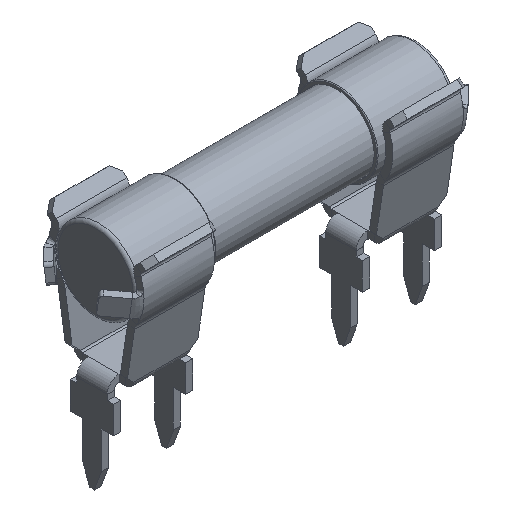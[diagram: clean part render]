
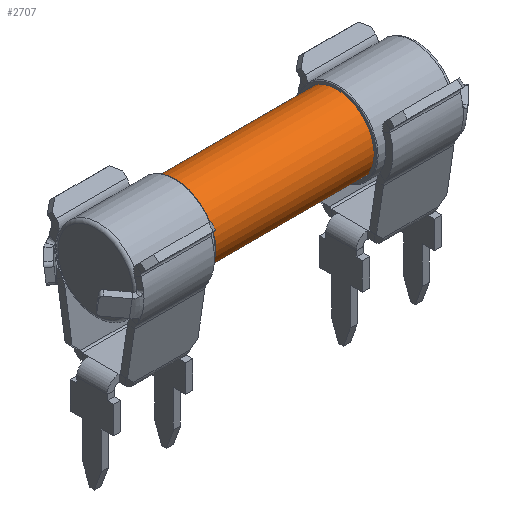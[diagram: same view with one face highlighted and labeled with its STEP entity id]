
A CAD part, isometric view. The second image highlights one B-rep face of the part: STEP entity #2707.
In plain terms, the highlighted cylindrical face has radius 2.35 mm (diameter 4.7 mm), a full revolution.
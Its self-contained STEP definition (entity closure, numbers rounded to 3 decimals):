
#2707=ADVANCED_FACE('',(#5276,#5278),#5280,.T.);
#5276=FACE_OUTER_BOUND('',#5277,.T.);
#5277=EDGE_LOOP('',(#6579));
#5278=FACE_OUTER_BOUND('',#5279,.T.);
#5279=EDGE_LOOP('',(#6580));
#5280=CYLINDRICAL_SURFACE('',#5281,2.35);
#5281=AXIS2_PLACEMENT_3D('',#5282,#5283,#5284);
#5282=CARTESIAN_POINT('',(10.05,0.,0.));
#5283=DIRECTION('',(-1.,0.,0.));
#5284=DIRECTION('',(0.,0.,-1.));
#6579=ORIENTED_EDGE('',*,*,#7227,.T.);
#6580=ORIENTED_EDGE('',*,*,#7228,.F.);
#7227=EDGE_CURVE('',#8217,#8217,#8218,.T.);
#7228=EDGE_CURVE('',#8219,#8219,#8220,.T.);
#8217=VERTEX_POINT('',#10849);
#8218=CIRCLE('',#10850,2.35);
#8219=VERTEX_POINT('',#10854);
#8220=CIRCLE('',#10855,2.35);
#10849=CARTESIAN_POINT('',(10.05,0.,-2.35));
#10850=AXIS2_PLACEMENT_3D('',#10851,#10852,#10853);
#10851=CARTESIAN_POINT('',(10.05,0.,0.));
#10852=DIRECTION('',(-1.,0.,0.));
#10853=DIRECTION('',(0.,0.,-1.));
#10854=CARTESIAN_POINT('',(-10.05,0.,-2.35));
#10855=AXIS2_PLACEMENT_3D('',#10856,#10857,#10858);
#10856=CARTESIAN_POINT('',(-10.05,0.,0.));
#10857=DIRECTION('',(-1.,0.,0.));
#10858=DIRECTION('',(0.,0.,-1.));
